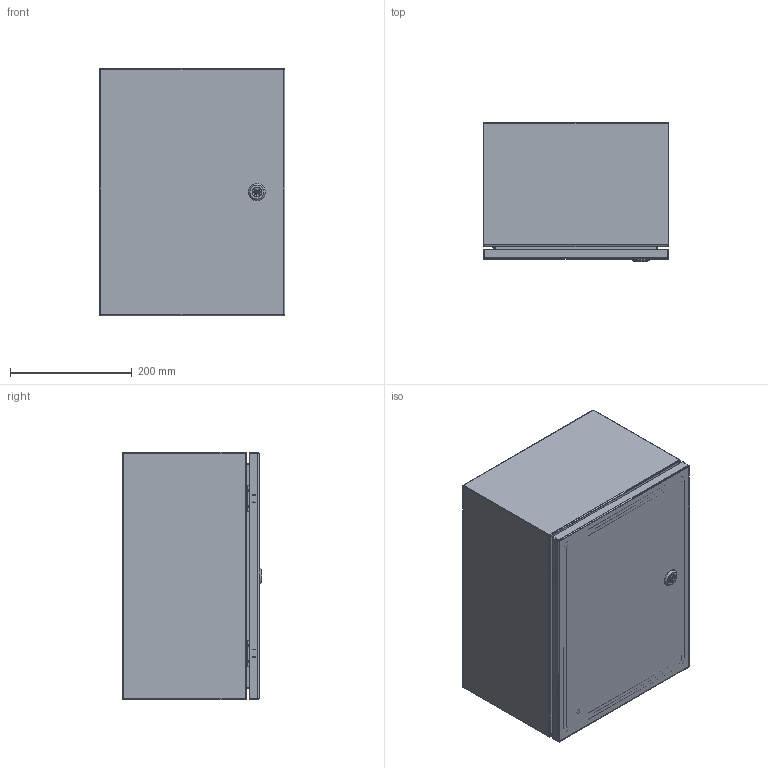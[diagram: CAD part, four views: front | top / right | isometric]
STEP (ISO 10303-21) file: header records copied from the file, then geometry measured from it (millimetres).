
FILE_DESCRIPTION (( 'STEP AP203' ), '1' );
FILE_NAME ('EN4SD16128GY_Default.step', '2019-11-14T20:41:41', ( '' ), ( '' ), 'SwSTEP 2.0', 'SolidWorks 2019', '' );
FILE_SCHEMA (( 'CONFIG_CONTROL_DESIGN' ));
Length unit declared in the file: inch
Products named in the file (1): EN4SD16128GY_Default
Bounding box: 304.8 x 228.14 x 406.4 mm (x, y, z)
Volume: 972553 mm3; surface area: 1295396.4 mm2
Topology: 21 solids, 22 shells, 634 faces, 1457 edges, 884 vertices
Faces by surface type: plane 285, cylinder 213, bspline 96, torus 24, cone 16
Entity records: 21539 total; most frequent: CARTESIAN_POINT 7632, ORIENTED_EDGE 2886, DIRECTION 2806, EDGE_CURVE 1443, AXIS2_PLACEMENT_3D 1004, VERTEX_POINT 884, LINE 798, VECTOR 798
